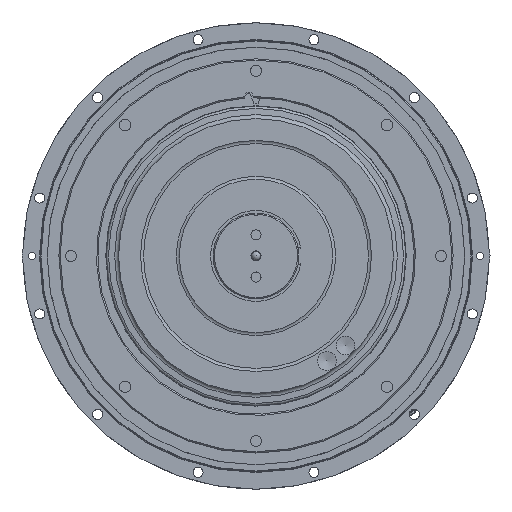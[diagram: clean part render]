
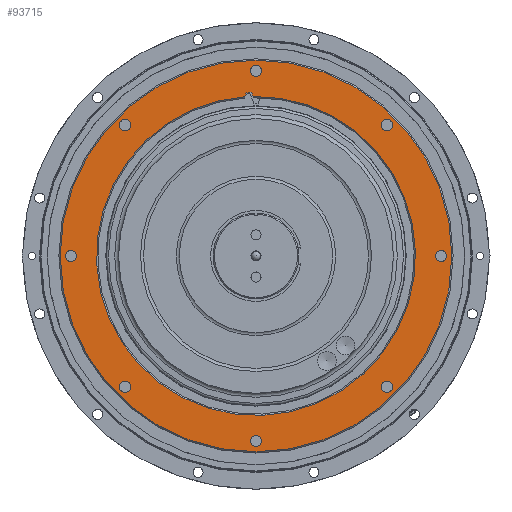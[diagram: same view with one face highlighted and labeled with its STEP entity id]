
A CAD part, top view. The second image highlights one B-rep face of the part: STEP entity #93715.
In plain terms, the highlighted planar face has unit normal (0, 0, 1).
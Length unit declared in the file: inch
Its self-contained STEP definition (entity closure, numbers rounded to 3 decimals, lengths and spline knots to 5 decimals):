
#2087 = EDGE_CURVE ( 'NONE', #112481, #112481, #86294, .T. ) ;
#2292 = DIRECTION ( 'NONE',  ( 1., 0., 0. ) ) ;
#3794 = AXIS2_PLACEMENT_3D ( 'NONE', #60926, #30399, #2292 ) ;
#3979 = CARTESIAN_POINT ( 'NONE',  ( 0., 7.435, 1. ) ) ;
#6800 = AXIS2_PLACEMENT_3D ( 'NONE', #59544, #11588, #12812 ) ;
#8243 = DIRECTION ( 'NONE',  ( 0., 0., -1. ) ) ;
#9174 = CARTESIAN_POINT ( 'NONE',  ( -0.5152, 7.41713, 1. ) ) ;
#9564 = CARTESIAN_POINT ( 'NONE',  ( 8.625, 0.26563, 1. ) ) ;
#11185 = CIRCLE ( 'NONE', #114810, 2.05212 ) ;
#11294 = CARTESIAN_POINT ( 'NONE',  ( -0.13321, 7.43381, 1. ) ) ;
#11588 = DIRECTION ( 'NONE',  ( 0., 0., -1. ) ) ;
#12408 = VERTEX_POINT ( 'NONE', #52218 ) ;
#12812 = DIRECTION ( 'NONE',  ( -1., 0., 0. ) ) ;
#12869 = CARTESIAN_POINT ( 'NONE',  ( -8.625, 0., 1. ) ) ;
#13414 = FACE_BOUND ( 'NONE', #62971, .T. ) ;
#15840 = DIRECTION ( 'NONE',  ( 0., 0., 1. ) ) ;
#17751 = EDGE_LOOP ( 'NONE', ( #48641 ) ) ;
#19093 = AXIS2_PLACEMENT_3D ( 'NONE', #75231, #94604, #113321 ) ;
#19776 = ORIENTED_EDGE ( 'NONE', *, *, #91919, .T. ) ;
#24054 = ORIENTED_EDGE ( 'NONE', *, *, #73981, .T. ) ;
#24698 = EDGE_LOOP ( 'NONE', ( #32208 ) ) ;
#25231 = VERTEX_POINT ( 'NONE', #92554 ) ;
#25633 = DIRECTION ( 'NONE',  ( 0.707, -0.707, 0. ) ) ;
#25713 = EDGE_CURVE ( 'NONE', #25231, #25231, #36586, .T. ) ;
#25988 = DIRECTION ( 'NONE',  ( -0.707, 0.707, 0. ) ) ;
#26512 = VERTEX_POINT ( 'NONE', #11294 ) ;
#27927 = CARTESIAN_POINT ( 'NONE',  ( 8.625, 0., 1. ) ) ;
#29994 = DIRECTION ( 'NONE',  ( -1., 0., 0. ) ) ;
#30011 = CIRCLE ( 'NONE', #83773, 7.62777 ) ;
#30399 = DIRECTION ( 'NONE',  ( 0., 0., -1. ) ) ;
#30558 = DIRECTION ( 'NONE',  ( 0., 0., 1. ) ) ;
#31464 = CIRCLE ( 'NONE', #117139, 7.435 ) ;
#32208 = ORIENTED_EDGE ( 'NONE', *, *, #57157, .T. ) ;
#32331 = ORIENTED_EDGE ( 'NONE', *, *, #104788, .T. ) ;
#35056 = ORIENTED_EDGE ( 'NONE', *, *, #68019, .T. ) ;
#35313 = AXIS2_PLACEMENT_3D ( 'NONE', #108918, #101439, #25988 ) ;
#36586 = CIRCLE ( 'NONE', #92424, 9.12625 ) ;
#37983 = VERTEX_POINT ( 'NONE', #105938 ) ;
#38581 = DIRECTION ( 'NONE',  ( 0., 0., -1. ) ) ;
#38679 = EDGE_LOOP ( 'NONE', ( #66906 ) ) ;
#39811 = CARTESIAN_POINT ( 'NONE',  ( -0.26563, 8.625, 1. ) ) ;
#40884 = DIRECTION ( 'NONE',  ( 0., -1., 0. ) ) ;
#41406 = FACE_BOUND ( 'NONE', #17751, .T. ) ;
#41878 = CIRCLE ( 'NONE', #65836, 0.26563 ) ;
#42013 = DIRECTION ( 'NONE',  ( 0., 0., -1. ) ) ;
#42571 = CARTESIAN_POINT ( 'NONE',  ( 0., 0., 1. ) ) ;
#42626 = ORIENTED_EDGE ( 'NONE', *, *, #108070, .T. ) ;
#42679 = ORIENTED_EDGE ( 'NONE', *, *, #73893, .T. ) ;
#43690 = CIRCLE ( 'NONE', #3794, 0.26563 ) ;
#44219 = DIRECTION ( 'NONE',  ( 0., 0., -1. ) ) ;
#44771 = ORIENTED_EDGE ( 'NONE', *, *, #111013, .T. ) ;
#46194 = EDGE_LOOP ( 'NONE', ( #19776 ) ) ;
#48641 = ORIENTED_EDGE ( 'NONE', *, *, #81215, .T. ) ;
#49834 = DIRECTION ( 'NONE',  ( -1., 0., 0. ) ) ;
#50454 = CARTESIAN_POINT ( 'NONE',  ( 0., 0., 1. ) ) ;
#50546 = VERTEX_POINT ( 'NONE', #9174 ) ;
#52218 = CARTESIAN_POINT ( 'NONE',  ( -8.625, -0.26563, 1. ) ) ;
#53020 = DIRECTION ( 'NONE',  ( 0., 0., -1. ) ) ;
#54271 = CARTESIAN_POINT ( 'NONE',  ( -6.0988, -6.0988, 1. ) ) ;
#56061 = CARTESIAN_POINT ( 'NONE',  ( -2.05457, 6.71301, 1. ) ) ;
#56465 = AXIS2_PLACEMENT_3D ( 'NONE', #54271, #53020, #25633 ) ;
#57157 = EDGE_CURVE ( 'NONE', #94979, #94979, #100364, .T. ) ;
#59097 = AXIS2_PLACEMENT_3D ( 'NONE', #3979, #42013, #80041 ) ;
#59157 = VERTEX_POINT ( 'NONE', #69124 ) ;
#59544 = CARTESIAN_POINT ( 'NONE',  ( 1.46168, 6.86653, 1. ) ) ;
#60219 = DIRECTION ( 'NONE',  ( 0., 0., -1. ) ) ;
#60926 = CARTESIAN_POINT ( 'NONE',  ( 0., -8.625, 1. ) ) ;
#62971 = EDGE_LOOP ( 'NONE', ( #64068 ) ) ;
#63212 = CARTESIAN_POINT ( 'NONE',  ( -0.44926, 7.61453, 1. ) ) ;
#64068 = ORIENTED_EDGE ( 'NONE', *, *, #2087, .T. ) ;
#64786 = CARTESIAN_POINT ( 'NONE',  ( 6.0988, -6.0988, 1. ) ) ;
#65836 = AXIS2_PLACEMENT_3D ( 'NONE', #64786, #44219, #91057 ) ;
#66906 = ORIENTED_EDGE ( 'NONE', *, *, #25713, .T. ) ;
#67798 = AXIS2_PLACEMENT_3D ( 'NONE', #93660, #8243, #29994 ) ;
#68019 = EDGE_CURVE ( 'NONE', #50546, #91719, #90433, .T. ) ;
#68074 = CARTESIAN_POINT ( 'NONE',  ( 6.28662, -5.91097, 1. ) ) ;
#68567 = DIRECTION ( 'NONE',  ( 1., 0., 0. ) ) ;
#69124 = CARTESIAN_POINT ( 'NONE',  ( -6.28662, 5.91097, 1. ) ) ;
#69479 = FACE_BOUND ( 'NONE', #106232, .T. ) ;
#70706 = FACE_BOUND ( 'NONE', #24698, .T. ) ;
#72847 = CIRCLE ( 'NONE', #19093, 0.26563 ) ;
#72856 = ORIENTED_EDGE ( 'NONE', *, *, #79899, .F. ) ;
#73893 = EDGE_CURVE ( 'NONE', #91719, #74805, #30011, .T. ) ;
#73908 = EDGE_LOOP ( 'NONE', ( #44771, #72856, #35056, #42679 ) ) ;
#73981 = EDGE_CURVE ( 'NONE', #117415, #117415, #41878, .T. ) ;
#74805 = VERTEX_POINT ( 'NONE', #93153 ) ;
#75231 = CARTESIAN_POINT ( 'NONE',  ( -6.0988, 6.0988, 1. ) ) ;
#76510 = CIRCLE ( 'NONE', #106400, 0.26563 ) ;
#78552 = CARTESIAN_POINT ( 'NONE',  ( 0., 0., 1. ) ) ;
#78849 = FACE_BOUND ( 'NONE', #84052, .T. ) ;
#79447 = FACE_BOUND ( 'NONE', #46194, .T. ) ;
#79780 = DIRECTION ( 'NONE',  ( 0., 0., -1. ) ) ;
#79899 = EDGE_CURVE ( 'NONE', #50546, #26512, #31464, .T. ) ;
#80041 = DIRECTION ( 'NONE',  ( -1., 0., 0. ) ) ;
#81215 = EDGE_CURVE ( 'NONE', #37983, #37983, #43690, .T. ) ;
#82533 = CARTESIAN_POINT ( 'NONE',  ( -5.91097, -6.28662, 1. ) ) ;
#83003 = EDGE_CURVE ( 'NONE', #114104, #114104, #89719, .T. ) ;
#83773 = AXIS2_PLACEMENT_3D ( 'NONE', #50454, #79780, #49834 ) ;
#83900 = EDGE_LOOP ( 'NONE', ( #42626 ) ) ;
#84052 = EDGE_LOOP ( 'NONE', ( #103222 ) ) ;
#85224 = DIRECTION ( 'NONE',  ( 0., 1., 0. ) ) ;
#86294 = CIRCLE ( 'NONE', #56465, 0.26563 ) ;
#88184 = FACE_BOUND ( 'NONE', #106042, .T. ) ;
#89719 = CIRCLE ( 'NONE', #67798, 0.26563 ) ;
#90433 = CIRCLE ( 'NONE', #6800, 2.05212 ) ;
#91057 = DIRECTION ( 'NONE',  ( 0.707, 0.707, 0. ) ) ;
#91719 = VERTEX_POINT ( 'NONE', #63212 ) ;
#91919 = EDGE_CURVE ( 'NONE', #59157, #59157, #72847, .T. ) ;
#92424 = AXIS2_PLACEMENT_3D ( 'NONE', #78552, #30558, #68567 ) ;
#92554 = CARTESIAN_POINT ( 'NONE',  ( 9.12625, 0., 1. ) ) ;
#93153 = CARTESIAN_POINT ( 'NONE',  ( -0.2161, 7.62471, 1. ) ) ;
#93660 = CARTESIAN_POINT ( 'NONE',  ( 0., 8.625, 1. ) ) ;
#93715 = ADVANCED_FACE ( 'NONE', ( #99425, #70706, #88184, #41406, #13414, #69479, #79447, #97565, #78849, #118191 ), #98810, .F. ) ;
#94604 = DIRECTION ( 'NONE',  ( 0., 0., -1. ) ) ;
#94636 = DIRECTION ( 'NONE',  ( 0., 0., -1. ) ) ;
#94979 = VERTEX_POINT ( 'NONE', #9564 ) ;
#97565 = FACE_OUTER_BOUND ( 'NONE', #38679, .T. ) ;
#98810 = PLANE ( 'NONE',  #59097 ) ;
#99425 = FACE_BOUND ( 'NONE', #83900, .T. ) ;
#99981 = DIRECTION ( 'NONE',  ( 1., 0., 0. ) ) ;
#100364 = CIRCLE ( 'NONE', #120257, 0.26563 ) ;
#101439 = DIRECTION ( 'NONE',  ( 0., 0., -1. ) ) ;
#103222 = ORIENTED_EDGE ( 'NONE', *, *, #83003, .T. ) ;
#104788 = EDGE_CURVE ( 'NONE', #12408, #12408, #76510, .T. ) ;
#105291 = DIRECTION ( 'NONE',  ( -1., 0., 0. ) ) ;
#105938 = CARTESIAN_POINT ( 'NONE',  ( 0.26563, -8.625, 1. ) ) ;
#106042 = EDGE_LOOP ( 'NONE', ( #24054 ) ) ;
#106232 = EDGE_LOOP ( 'NONE', ( #32331 ) ) ;
#106400 = AXIS2_PLACEMENT_3D ( 'NONE', #12869, #60219, #40884 ) ;
#108070 = EDGE_CURVE ( 'NONE', #109035, #109035, #116981, .T. ) ;
#108918 = CARTESIAN_POINT ( 'NONE',  ( 6.0988, 6.0988, 1. ) ) ;
#109035 = VERTEX_POINT ( 'NONE', #115962 ) ;
#111013 = EDGE_CURVE ( 'NONE', #74805, #26512, #11185, .T. ) ;
#112481 = VERTEX_POINT ( 'NONE', #82533 ) ;
#113321 = DIRECTION ( 'NONE',  ( -0.707, -0.707, 0. ) ) ;
#114104 = VERTEX_POINT ( 'NONE', #39811 ) ;
#114810 = AXIS2_PLACEMENT_3D ( 'NONE', #56061, #38581, #105291 ) ;
#115962 = CARTESIAN_POINT ( 'NONE',  ( 5.91097, 6.28662, 1. ) ) ;
#116981 = CIRCLE ( 'NONE', #35313, 0.26563 ) ;
#117139 = AXIS2_PLACEMENT_3D ( 'NONE', #42571, #15840, #99981 ) ;
#117415 = VERTEX_POINT ( 'NONE', #68074 ) ;
#118191 = FACE_BOUND ( 'NONE', #73908, .T. ) ;
#120257 = AXIS2_PLACEMENT_3D ( 'NONE', #27927, #94636, #85224 ) ;
